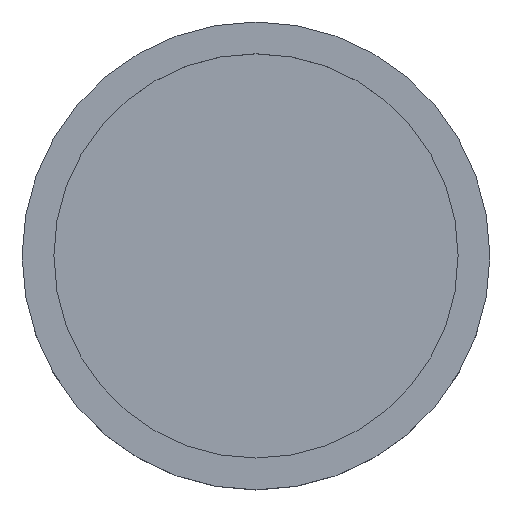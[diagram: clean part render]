
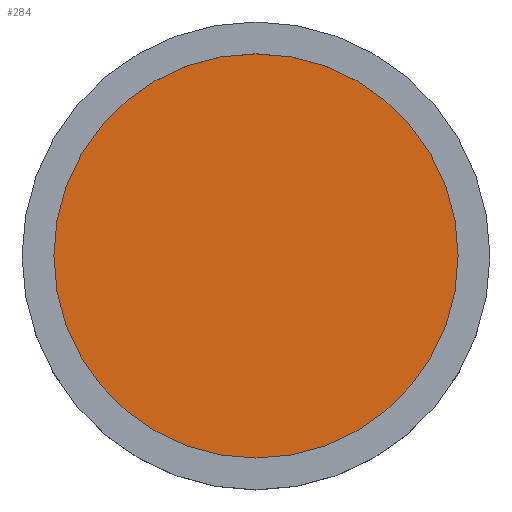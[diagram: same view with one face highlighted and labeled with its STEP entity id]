
A CAD part, top view. The second image highlights one B-rep face of the part: STEP entity #284.
In plain terms, the highlighted planar face has unit normal (0, 0, 1).
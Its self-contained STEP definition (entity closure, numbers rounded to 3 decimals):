
#8 = DIRECTION ( 'NONE',  ( 1., 0., 0. ) ) ;
#34 = EDGE_CURVE ( 'NONE', #82, #164, #210, .T. ) ;
#40 = AXIS2_PLACEMENT_3D ( 'NONE', #170, #41, #172 ) ;
#41 = DIRECTION ( 'NONE',  ( 0., 0., 1. ) ) ;
#68 = DIRECTION ( 'NONE',  ( 0., 0., 1. ) ) ;
#82 = VERTEX_POINT ( 'NONE', #132 ) ;
#87 = AXIS2_PLACEMENT_3D ( 'NONE', #304, #219, #98 ) ;
#98 = DIRECTION ( 'NONE',  ( 1., 0., 0. ) ) ;
#132 = CARTESIAN_POINT ( 'NONE',  ( -10.8, 0., 3. ) ) ;
#136 = EDGE_CURVE ( 'NONE', #164, #82, #140, .T. ) ;
#140 = CIRCLE ( 'NONE', #327, 10.8 ) ;
#146 = FACE_OUTER_BOUND ( 'NONE', #315, .T. ) ;
#164 = VERTEX_POINT ( 'NONE', #268 ) ;
#167 = CARTESIAN_POINT ( 'NONE',  ( 0., 0., 3. ) ) ;
#170 = CARTESIAN_POINT ( 'NONE',  ( 0., 0., 3. ) ) ;
#172 = DIRECTION ( 'NONE',  ( 1., 0., 0. ) ) ;
#181 = PLANE ( 'NONE',  #87 ) ;
#184 = ORIENTED_EDGE ( 'NONE', *, *, #34, .T. ) ;
#210 = CIRCLE ( 'NONE', #40, 10.8 ) ;
#219 = DIRECTION ( 'NONE',  ( 0., 0., 1. ) ) ;
#268 = CARTESIAN_POINT ( 'NONE',  ( 10.8, 0., 3. ) ) ;
#284 = ADVANCED_FACE ( 'NONE', ( #146 ), #181, .T. ) ;
#287 = ORIENTED_EDGE ( 'NONE', *, *, #136, .T. ) ;
#304 = CARTESIAN_POINT ( 'NONE',  ( 0., 0., 3. ) ) ;
#315 = EDGE_LOOP ( 'NONE', ( #287, #184 ) ) ;
#327 = AXIS2_PLACEMENT_3D ( 'NONE', #167, #68, #8 ) ;
